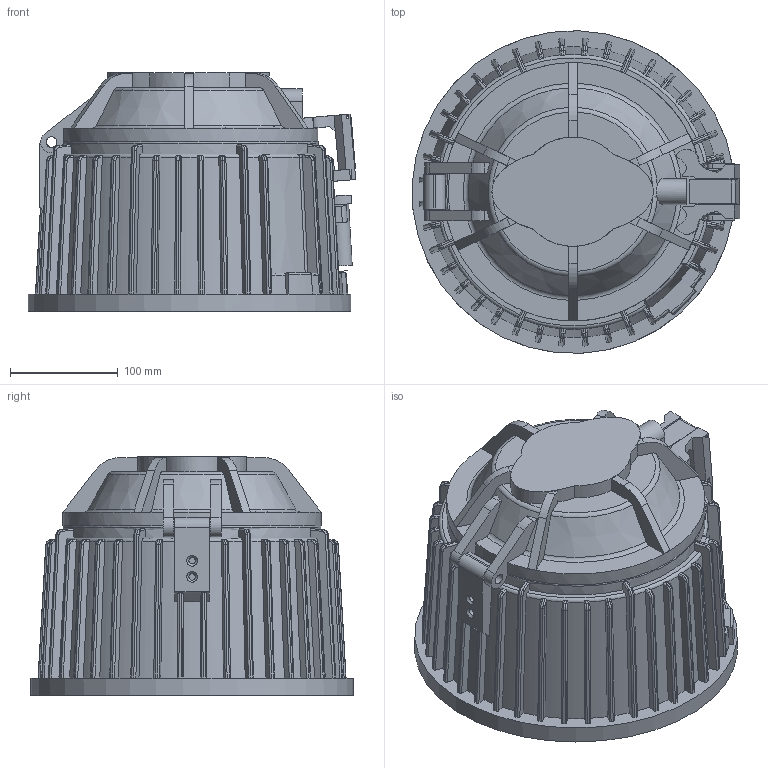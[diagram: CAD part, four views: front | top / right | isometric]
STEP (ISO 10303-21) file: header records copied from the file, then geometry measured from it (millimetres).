
FILE_DESCRIPTION(/* description */ (''),/* implementation_level */ '2;1');
FILE_NAME(/* name */ 'd85d6e8f-0cb5-441d-99e9-a9aab45be40b.stp',/* time_stamp */ '2019-03-04T20:33:58+00:00',/* author */ (''),/* organization */ (''),/* preprocessor_version */ 'ST-DEVELOPER v17.2',/* originating_system */ 'Autodesk Translation Framework v7.6.0.251',/* authorisation */ '');
FILE_SCHEMA (('AUTOMOTIVE_DESIGN { 1 0 10303 214 3 1 1 }'));
Length unit declared in the file: millimetre
Products named in the file (1): MrFusion_base05_latch
Bounding box: 304.29 x 299.74 x 221.58 mm (x, y, z)
Volume: 2900940.4 mm3; surface area: 583847.5 mm2
Topology: 6 solids, 6 shells, 714 faces, 1960 edges, 1266 vertices
Faces by surface type: plane 292, cylinder 225, torus 106, cone 60, bspline 31
Full cylindrical faces by diameter (mm): 2.5 x2, 3 x1, 4 x3, 6 x10, 10 x4, 20 x1, 180 x1, 300 x1
Entity records: 26515 total; most frequent: CARTESIAN_POINT 8810, ORIENTED_EDGE 3920, DIRECTION 3520, EDGE_CURVE 1960, AXIS2_PLACEMENT_3D 1340, VERTEX_POINT 1266, LINE 840, VECTOR 840
